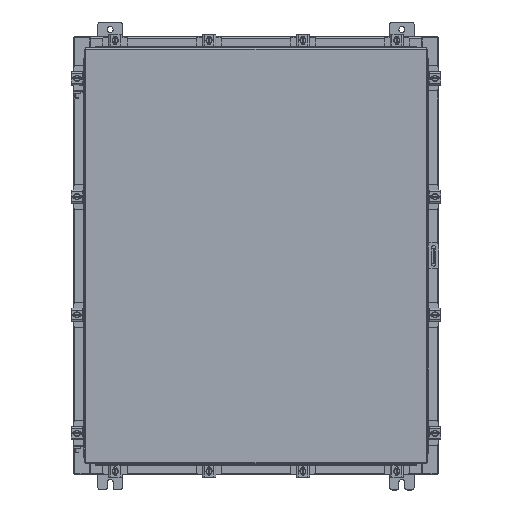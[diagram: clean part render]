
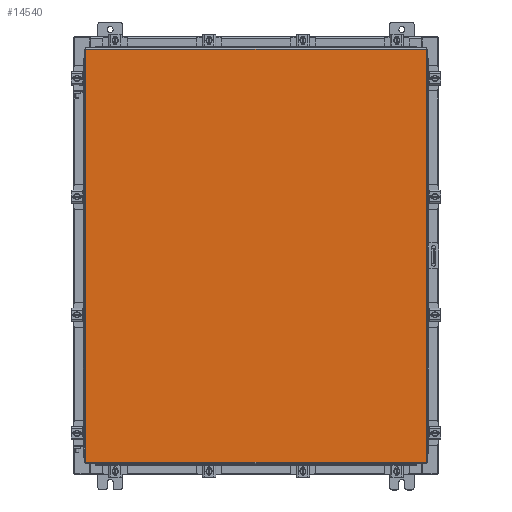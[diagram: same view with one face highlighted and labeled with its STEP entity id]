
A CAD part, top view. The second image highlights one B-rep face of the part: STEP entity #14540.
In plain terms, the highlighted planar face has unit normal (0, 0, 1).
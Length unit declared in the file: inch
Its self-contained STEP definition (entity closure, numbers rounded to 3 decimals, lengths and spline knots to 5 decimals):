
#32 = CARTESIAN_POINT ( 'NONE',  ( 13.9903, -17.0063, 0. ) ) ;
#681 = AXIS2_PLACEMENT_3D ( 'NONE', #6613, #14901, #11708 ) ;
#1068 = EDGE_CURVE ( 'NONE', #19874, #10842, #15275, .T. ) ;
#1773 = DIRECTION ( 'NONE',  ( 0., -1., 0. ) ) ;
#1870 = VERTEX_POINT ( 'NONE', #17359 ) ;
#1945 = DIRECTION ( 'NONE',  ( 0., 1., 0. ) ) ;
#3532 = CARTESIAN_POINT ( 'NONE',  ( -13.9903, -17.0063, 0. ) ) ;
#4079 = EDGE_CURVE ( 'NONE', #6723, #1870, #11752, .T. ) ;
#4281 = CARTESIAN_POINT ( 'NONE',  ( 13.9903, 17.0063, 0. ) ) ;
#6211 = DIRECTION ( 'NONE',  ( -1., 0., 0. ) ) ;
#6481 = CARTESIAN_POINT ( 'NONE',  ( -13.9903, 17.0063, 0. ) ) ;
#6613 = CARTESIAN_POINT ( 'NONE',  ( 0., 0., 0. ) ) ;
#6723 = VERTEX_POINT ( 'NONE', #19673 ) ;
#7899 = ORIENTED_EDGE ( 'NONE', *, *, #4079, .T. ) ;
#8162 = VECTOR ( 'NONE', #1773, 39.37008 ) ;
#8518 = PLANE ( 'NONE',  #681 ) ;
#9534 = CARTESIAN_POINT ( 'NONE',  ( 13.9903, 17.0063, 0. ) ) ;
#10304 = VECTOR ( 'NONE', #6211, 39.37008 ) ;
#10842 = VERTEX_POINT ( 'NONE', #6481 ) ;
#11708 = DIRECTION ( 'NONE',  ( -1., 0., 0. ) ) ;
#11752 = LINE ( 'NONE', #3532, #21790 ) ;
#12871 = VECTOR ( 'NONE', #1945, 39.37008 ) ;
#13133 = LINE ( 'NONE', #18588, #8162 ) ;
#14180 = EDGE_CURVE ( 'NONE', #1870, #19874, #23513, .T. ) ;
#14540 = ADVANCED_FACE ( 'NONE', ( #22027 ), #8518, .F. ) ;
#14557 = EDGE_LOOP ( 'NONE', ( #7899, #20291, #16641, #15613 ) ) ;
#14901 = DIRECTION ( 'NONE',  ( 0., 0., -1. ) ) ;
#15028 = EDGE_CURVE ( 'NONE', #10842, #6723, #13133, .T. ) ;
#15275 = LINE ( 'NONE', #4281, #10304 ) ;
#15613 = ORIENTED_EDGE ( 'NONE', *, *, #15028, .T. ) ;
#16641 = ORIENTED_EDGE ( 'NONE', *, *, #1068, .T. ) ;
#16694 = DIRECTION ( 'NONE',  ( 1., 0., 0. ) ) ;
#17359 = CARTESIAN_POINT ( 'NONE',  ( 13.9903, -17.0063, 0. ) ) ;
#18588 = CARTESIAN_POINT ( 'NONE',  ( -13.9903, 17.0063, 0. ) ) ;
#19673 = CARTESIAN_POINT ( 'NONE',  ( -13.9903, -17.0063, 0. ) ) ;
#19874 = VERTEX_POINT ( 'NONE', #9534 ) ;
#20291 = ORIENTED_EDGE ( 'NONE', *, *, #14180, .T. ) ;
#21790 = VECTOR ( 'NONE', #16694, 39.37008 ) ;
#22027 = FACE_OUTER_BOUND ( 'NONE', #14557, .T. ) ;
#23513 = LINE ( 'NONE', #32, #12871 ) ;
